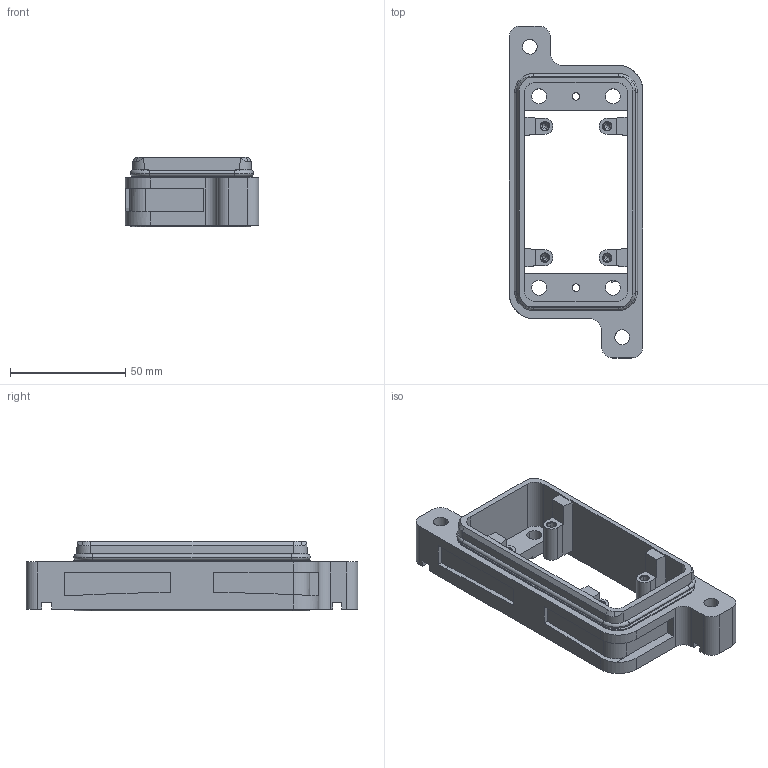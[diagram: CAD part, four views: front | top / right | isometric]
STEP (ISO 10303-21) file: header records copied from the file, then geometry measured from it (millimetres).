
FILE_DESCRIPTION(('CATIA V5 STEP Exchange','CAx-IF Rec.Pracs.--- Model Styling and Organization---1.4--- 2014-01-23'),'2;1');
FILE_NAME ('005857-3_0', '2021-12-06T13:47:17+00:00', ('none'), ('Weidmueller'), 'CATIA Version 5-6 Release 2016 SP3 HF44', 'CATIA V5 STEP AP214', 'none');
FILE_SCHEMA(('AUTOMOTIVE_DESIGN { 1 0 10303 214 1 1 1 1 }'));
Length unit declared in the file: millimetre
Products named in the file (1): 1081520000
Bounding box: 58 x 144 x 30.2 mm (x, y, z)
Volume: 66506 mm3; surface area: 36105.5 mm2
Topology: 1 solids, 1 shells, 354 faces, 965 edges, 603 vertices
Faces by surface type: plane 153, cylinder 128, torus 44, cone 28, bspline 1
Entity records: 10898 total; most frequent: CARTESIAN_POINT 2638, ORIENTED_EDGE 1910, DIRECTION 1300, EDGE_CURVE 955, VERTEX_POINT 602, VECTOR 551, LINE 551, AXIS2_PLACEMENT_3D 524
